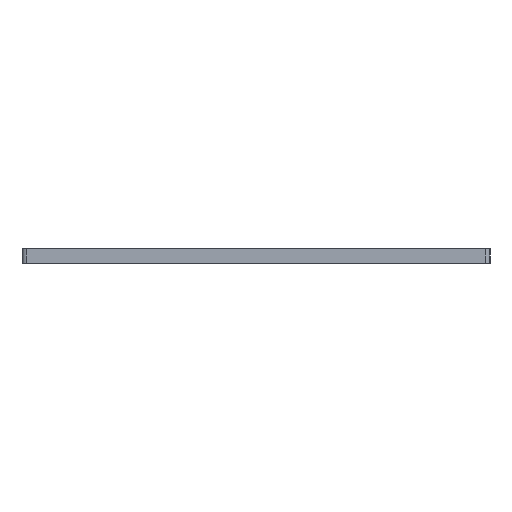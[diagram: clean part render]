
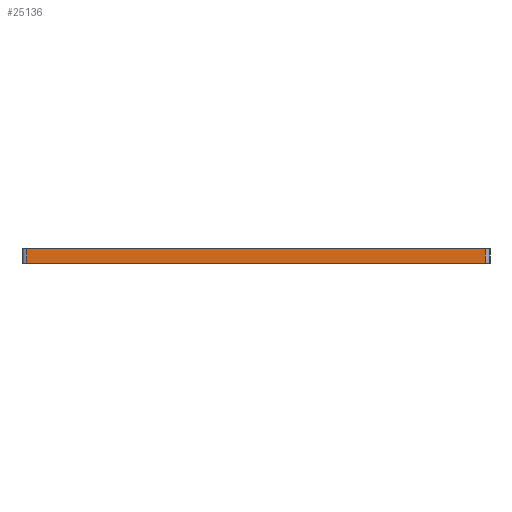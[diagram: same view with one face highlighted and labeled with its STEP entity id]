
A CAD part, left-side view. The second image highlights one B-rep face of the part: STEP entity #25136.
In plain terms, the highlighted planar face has unit normal (-1, 0, 0).
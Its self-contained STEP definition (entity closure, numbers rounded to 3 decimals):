
#44 = PLANE('',#45);
#45 = AXIS2_PLACEMENT_3D('',#46,#47,#48);
#46 = CARTESIAN_POINT('',(168.614,74.378,0.));
#47 = DIRECTION('',(0.,0.,1.));
#48 = DIRECTION('',(1.,0.,0.));
#100 = PLANE('',#101);
#101 = AXIS2_PLACEMENT_3D('',#102,#103,#104);
#102 = CARTESIAN_POINT('',(168.614,74.378,4.5));
#103 = DIRECTION('',(0.,0.,1.));
#104 = DIRECTION('',(1.,0.,0.));
#256 = VERTEX_POINT('',#257);
#257 = CARTESIAN_POINT('',(3.47,143.421,0.));
#276 = CYLINDRICAL_SURFACE('',#277,1.5);
#277 = AXIS2_PLACEMENT_3D('',#278,#279,#280);
#278 = CARTESIAN_POINT('',(4.97,143.421,0.));
#279 = DIRECTION('',(0.,0.,1.));
#280 = DIRECTION('',(-1.,0.,0.));
#288 = EDGE_CURVE('',#289,#256,#291,.T.);
#289 = VERTEX_POINT('',#290);
#290 = CARTESIAN_POINT('',(3.47,4.921,0.));
#291 = SURFACE_CURVE('',#292,(#296,#303),.PCURVE_S1.);
#292 = LINE('',#293,#294);
#293 = CARTESIAN_POINT('',(3.47,3.421,0.));
#294 = VECTOR('',#295,1.);
#295 = DIRECTION('',(0.,1.,0.));
#296 = PCURVE('',#44,#297);
#297 = DEFINITIONAL_REPRESENTATION('',(#298),#302);
#298 = LINE('',#299,#300);
#299 = CARTESIAN_POINT('',(-165.144,-70.957));
#300 = VECTOR('',#301,1.);
#301 = DIRECTION('',(0.,1.));
#302 = ( GEOMETRIC_REPRESENTATION_CONTEXT(2) 
PARAMETRIC_REPRESENTATION_CONTEXT() REPRESENTATION_CONTEXT('2D SPACE',''
  ) );
#303 = PCURVE('',#304,#309);
#304 = PLANE('',#305);
#305 = AXIS2_PLACEMENT_3D('',#306,#307,#308);
#306 = CARTESIAN_POINT('',(3.47,3.421,0.));
#307 = DIRECTION('',(-1.,0.,0.));
#308 = DIRECTION('',(0.,1.,0.));
#309 = DEFINITIONAL_REPRESENTATION('',(#310),#314);
#310 = LINE('',#311,#312);
#311 = CARTESIAN_POINT('',(0.,0.));
#312 = VECTOR('',#313,1.);
#313 = DIRECTION('',(1.,0.));
#314 = ( GEOMETRIC_REPRESENTATION_CONTEXT(2) 
PARAMETRIC_REPRESENTATION_CONTEXT() REPRESENTATION_CONTEXT('2D SPACE',''
  ) );
#337 = CYLINDRICAL_SURFACE('',#338,1.5);
#338 = AXIS2_PLACEMENT_3D('',#339,#340,#341);
#339 = CARTESIAN_POINT('',(4.97,4.921,0.));
#340 = DIRECTION('',(0.,0.,1.));
#341 = DIRECTION('',(0.,-1.,0.));
#12484 = VERTEX_POINT('',#12485);
#12485 = CARTESIAN_POINT('',(3.47,143.421,4.5));
#12511 = EDGE_CURVE('',#12512,#12484,#12514,.T.);
#12512 = VERTEX_POINT('',#12513);
#12513 = CARTESIAN_POINT('',(3.47,4.921,4.5));
#12514 = SURFACE_CURVE('',#12515,(#12519,#12526),.PCURVE_S1.);
#12515 = LINE('',#12516,#12517);
#12516 = CARTESIAN_POINT('',(3.47,3.421,4.5));
#12517 = VECTOR('',#12518,1.);
#12518 = DIRECTION('',(0.,1.,0.));
#12519 = PCURVE('',#100,#12520);
#12520 = DEFINITIONAL_REPRESENTATION('',(#12521),#12525);
#12521 = LINE('',#12522,#12523);
#12522 = CARTESIAN_POINT('',(-165.144,-70.957));
#12523 = VECTOR('',#12524,1.);
#12524 = DIRECTION('',(0.,1.));
#12525 = ( GEOMETRIC_REPRESENTATION_CONTEXT(2) 
PARAMETRIC_REPRESENTATION_CONTEXT() REPRESENTATION_CONTEXT('2D SPACE',''
  ) );
#12526 = PCURVE('',#304,#12527);
#12527 = DEFINITIONAL_REPRESENTATION('',(#12528),#12532);
#12528 = LINE('',#12529,#12530);
#12529 = CARTESIAN_POINT('',(0.,-4.5));
#12530 = VECTOR('',#12531,1.);
#12531 = DIRECTION('',(1.,0.));
#12532 = ( GEOMETRIC_REPRESENTATION_CONTEXT(2) 
PARAMETRIC_REPRESENTATION_CONTEXT() REPRESENTATION_CONTEXT('2D SPACE',''
  ) );
#25087 = EDGE_CURVE('',#289,#12512,#25088,.T.);
#25088 = SURFACE_CURVE('',#25089,(#25093,#25100),.PCURVE_S1.);
#25089 = LINE('',#25090,#25091);
#25090 = CARTESIAN_POINT('',(3.47,4.921,0.));
#25091 = VECTOR('',#25092,1.);
#25092 = DIRECTION('',(0.,0.,1.));
#25093 = PCURVE('',#337,#25094);
#25094 = DEFINITIONAL_REPRESENTATION('',(#25095),#25099);
#25095 = LINE('',#25096,#25097);
#25096 = CARTESIAN_POINT('',(-1.571,0.));
#25097 = VECTOR('',#25098,1.);
#25098 = DIRECTION('',(-0.,1.));
#25099 = ( GEOMETRIC_REPRESENTATION_CONTEXT(2) 
PARAMETRIC_REPRESENTATION_CONTEXT() REPRESENTATION_CONTEXT('2D SPACE',''
  ) );
#25100 = PCURVE('',#304,#25101);
#25101 = DEFINITIONAL_REPRESENTATION('',(#25102),#25106);
#25102 = LINE('',#25103,#25104);
#25103 = CARTESIAN_POINT('',(1.5,0.));
#25104 = VECTOR('',#25105,1.);
#25105 = DIRECTION('',(0.,-1.));
#25106 = ( GEOMETRIC_REPRESENTATION_CONTEXT(2) 
PARAMETRIC_REPRESENTATION_CONTEXT() REPRESENTATION_CONTEXT('2D SPACE',''
  ) );
#25116 = EDGE_CURVE('',#256,#12484,#25117,.T.);
#25117 = SURFACE_CURVE('',#25118,(#25122,#25129),.PCURVE_S1.);
#25118 = LINE('',#25119,#25120);
#25119 = CARTESIAN_POINT('',(3.47,143.421,0.));
#25120 = VECTOR('',#25121,1.);
#25121 = DIRECTION('',(0.,0.,1.));
#25122 = PCURVE('',#276,#25123);
#25123 = DEFINITIONAL_REPRESENTATION('',(#25124),#25128);
#25124 = LINE('',#25125,#25126);
#25125 = CARTESIAN_POINT('',(-0.,0.));
#25126 = VECTOR('',#25127,1.);
#25127 = DIRECTION('',(-0.,1.));
#25128 = ( GEOMETRIC_REPRESENTATION_CONTEXT(2) 
PARAMETRIC_REPRESENTATION_CONTEXT() REPRESENTATION_CONTEXT('2D SPACE',''
  ) );
#25129 = PCURVE('',#304,#25130);
#25130 = DEFINITIONAL_REPRESENTATION('',(#25131),#25135);
#25131 = LINE('',#25132,#25133);
#25132 = CARTESIAN_POINT('',(140.,0.));
#25133 = VECTOR('',#25134,1.);
#25134 = DIRECTION('',(0.,-1.));
#25135 = ( GEOMETRIC_REPRESENTATION_CONTEXT(2) 
PARAMETRIC_REPRESENTATION_CONTEXT() REPRESENTATION_CONTEXT('2D SPACE',''
  ) );
#25136 = ADVANCED_FACE('',(#25137),#304,.T.);
#25137 = FACE_BOUND('',#25138,.T.);
#25138 = EDGE_LOOP('',(#25139,#25140,#25141,#25142));
#25139 = ORIENTED_EDGE('',*,*,#288,.F.);
#25140 = ORIENTED_EDGE('',*,*,#25087,.T.);
#25141 = ORIENTED_EDGE('',*,*,#12511,.T.);
#25142 = ORIENTED_EDGE('',*,*,#25116,.F.);
